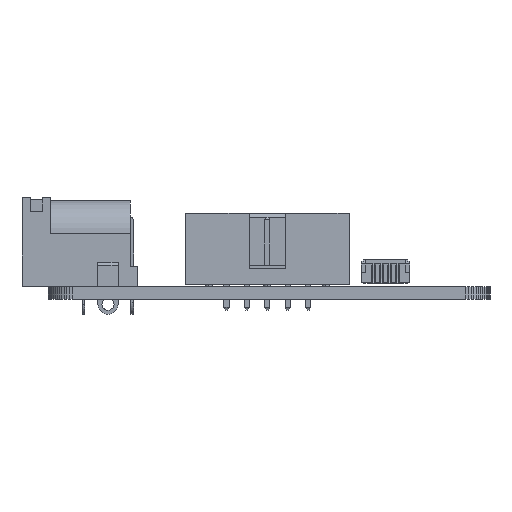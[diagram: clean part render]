
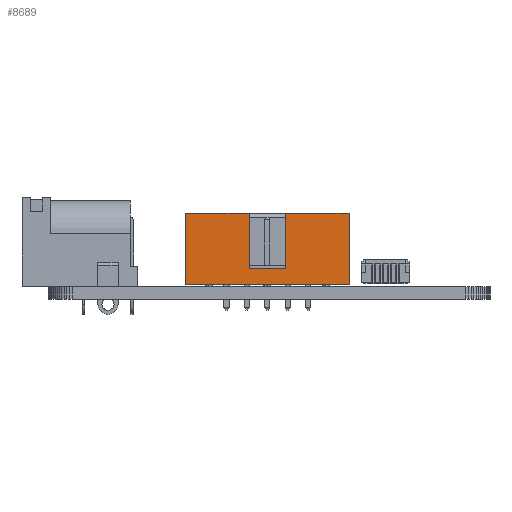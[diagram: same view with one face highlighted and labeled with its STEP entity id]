
A CAD part, front view. The second image highlights one B-rep face of the part: STEP entity #8689.
In plain terms, the highlighted face is planar.
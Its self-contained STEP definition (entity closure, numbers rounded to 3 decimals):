
#7775 = PLANE('',#7776);
#7776 = AXIS2_PLACEMENT_3D('',#7777,#7778,#7779);
#7777 = CARTESIAN_POINT('',(-7.705,0.25,-4.35));
#7778 = DIRECTION('',(0.,1.,0.));
#7779 = DIRECTION('',(0.,-0.,1.));
#8418 = PLANE('',#8419);
#8419 = AXIS2_PLACEMENT_3D('',#8420,#8421,#8422);
#8420 = CARTESIAN_POINT('',(-7.705,9.1,-4.35));
#8421 = DIRECTION('',(0.,1.,0.));
#8422 = DIRECTION('',(0.,-0.,1.));
#8446 = PLANE('',#8447);
#8447 = AXIS2_PLACEMENT_3D('',#8448,#8449,#8450);
#8448 = CARTESIAN_POINT('',(10.18,0.25,4.425));
#8449 = DIRECTION('',(1.,-0.,0.));
#8450 = DIRECTION('',(0.,0.,-1.));
#8563 = VERTEX_POINT('',#8564);
#8564 = CARTESIAN_POINT('',(10.18,9.1,4.425));
#8585 = EDGE_CURVE('',#8586,#8563,#8588,.T.);
#8586 = VERTEX_POINT('',#8587);
#8587 = CARTESIAN_POINT('',(10.18,0.25,4.425));
#8588 = SURFACE_CURVE('',#8589,(#8593,#8600),.PCURVE_S1.);
#8589 = LINE('',#8590,#8591);
#8590 = CARTESIAN_POINT('',(10.18,0.25,4.425));
#8591 = VECTOR('',#8592,1.);
#8592 = DIRECTION('',(0.,1.,0.));
#8593 = PCURVE('',#8446,#8594);
#8594 = DEFINITIONAL_REPRESENTATION('',(#8595),#8599);
#8595 = LINE('',#8596,#8597);
#8596 = CARTESIAN_POINT('',(0.,0.));
#8597 = VECTOR('',#8598,1.);
#8598 = DIRECTION('',(0.,1.));
#8599 = ( GEOMETRIC_REPRESENTATION_CONTEXT(2) 
PARAMETRIC_REPRESENTATION_CONTEXT() REPRESENTATION_CONTEXT('2D SPACE',''
  ) );
#8600 = PCURVE('',#8601,#8606);
#8601 = PLANE('',#8602);
#8602 = AXIS2_PLACEMENT_3D('',#8603,#8604,#8605);
#8603 = CARTESIAN_POINT('',(-10.18,0.25,4.425));
#8604 = DIRECTION('',(0.,0.,1.));
#8605 = DIRECTION('',(1.,0.,-0.));
#8606 = DEFINITIONAL_REPRESENTATION('',(#8607),#8611);
#8607 = LINE('',#8608,#8609);
#8608 = CARTESIAN_POINT('',(20.36,0.));
#8609 = VECTOR('',#8610,1.);
#8610 = DIRECTION('',(0.,1.));
#8611 = ( GEOMETRIC_REPRESENTATION_CONTEXT(2) 
PARAMETRIC_REPRESENTATION_CONTEXT() REPRESENTATION_CONTEXT('2D SPACE',''
  ) );
#8689 = ADVANCED_FACE('',(#8690),#8601,.T.);
#8690 = FACE_BOUND('',#8691,.T.);
#8691 = EDGE_LOOP('',(#8692,#8722,#8750,#8773,#8801,#8822,#8823,#8846));
#8692 = ORIENTED_EDGE('',*,*,#8693,.F.);
#8693 = EDGE_CURVE('',#8694,#8696,#8698,.T.);
#8694 = VERTEX_POINT('',#8695);
#8695 = CARTESIAN_POINT('',(-2.25,2.2,4.425));
#8696 = VERTEX_POINT('',#8697);
#8697 = CARTESIAN_POINT('',(2.25,2.2,4.425));
#8698 = SURFACE_CURVE('',#8699,(#8703,#8710),.PCURVE_S1.);
#8699 = LINE('',#8700,#8701);
#8700 = CARTESIAN_POINT('',(-2.25,2.2,4.425));
#8701 = VECTOR('',#8702,1.);
#8702 = DIRECTION('',(1.,0.,0.));
#8703 = PCURVE('',#8601,#8704);
#8704 = DEFINITIONAL_REPRESENTATION('',(#8705),#8709);
#8705 = LINE('',#8706,#8707);
#8706 = CARTESIAN_POINT('',(7.93,1.95));
#8707 = VECTOR('',#8708,1.);
#8708 = DIRECTION('',(1.,0.));
#8709 = ( GEOMETRIC_REPRESENTATION_CONTEXT(2) 
PARAMETRIC_REPRESENTATION_CONTEXT() REPRESENTATION_CONTEXT('2D SPACE',''
  ) );
#8710 = PCURVE('',#8711,#8716);
#8711 = PLANE('',#8712);
#8712 = AXIS2_PLACEMENT_3D('',#8713,#8714,#8715);
#8713 = CARTESIAN_POINT('',(0.,2.2,0.));
#8714 = DIRECTION('',(0.,-1.,0.));
#8715 = DIRECTION('',(0.,-0.,-1.));
#8716 = DEFINITIONAL_REPRESENTATION('',(#8717),#8721);
#8717 = LINE('',#8718,#8719);
#8718 = CARTESIAN_POINT('',(-4.425,-2.25));
#8719 = VECTOR('',#8720,1.);
#8720 = DIRECTION('',(0.,1.));
#8721 = ( GEOMETRIC_REPRESENTATION_CONTEXT(2) 
PARAMETRIC_REPRESENTATION_CONTEXT() REPRESENTATION_CONTEXT('2D SPACE',''
  ) );
#8722 = ORIENTED_EDGE('',*,*,#8723,.T.);
#8723 = EDGE_CURVE('',#8694,#8724,#8726,.T.);
#8724 = VERTEX_POINT('',#8725);
#8725 = CARTESIAN_POINT('',(-2.25,9.1,4.425));
#8726 = SURFACE_CURVE('',#8727,(#8731,#8738),.PCURVE_S1.);
#8727 = LINE('',#8728,#8729);
#8728 = CARTESIAN_POINT('',(-2.25,2.6,4.425));
#8729 = VECTOR('',#8730,1.);
#8730 = DIRECTION('',(-0.,1.,-0.));
#8731 = PCURVE('',#8601,#8732);
#8732 = DEFINITIONAL_REPRESENTATION('',(#8733),#8737);
#8733 = LINE('',#8734,#8735);
#8734 = CARTESIAN_POINT('',(7.93,2.35));
#8735 = VECTOR('',#8736,1.);
#8736 = DIRECTION('',(0.,1.));
#8737 = ( GEOMETRIC_REPRESENTATION_CONTEXT(2) 
PARAMETRIC_REPRESENTATION_CONTEXT() REPRESENTATION_CONTEXT('2D SPACE',''
  ) );
#8738 = PCURVE('',#8739,#8744);
#8739 = PLANE('',#8740);
#8740 = AXIS2_PLACEMENT_3D('',#8741,#8742,#8743);
#8741 = CARTESIAN_POINT('',(-2.25,2.6,3.175));
#8742 = DIRECTION('',(-1.,0.,0.));
#8743 = DIRECTION('',(0.,0.,1.));
#8744 = DEFINITIONAL_REPRESENTATION('',(#8745),#8749);
#8745 = LINE('',#8746,#8747);
#8746 = CARTESIAN_POINT('',(1.25,0.));
#8747 = VECTOR('',#8748,1.);
#8748 = DIRECTION('',(0.,1.));
#8749 = ( GEOMETRIC_REPRESENTATION_CONTEXT(2) 
PARAMETRIC_REPRESENTATION_CONTEXT() REPRESENTATION_CONTEXT('2D SPACE',''
  ) );
#8750 = ORIENTED_EDGE('',*,*,#8751,.F.);
#8751 = EDGE_CURVE('',#8752,#8724,#8754,.T.);
#8752 = VERTEX_POINT('',#8753);
#8753 = CARTESIAN_POINT('',(-10.18,9.1,4.425));
#8754 = SURFACE_CURVE('',#8755,(#8759,#8766),.PCURVE_S1.);
#8755 = LINE('',#8756,#8757);
#8756 = CARTESIAN_POINT('',(-10.18,9.1,4.425));
#8757 = VECTOR('',#8758,1.);
#8758 = DIRECTION('',(1.,0.,0.));
#8759 = PCURVE('',#8601,#8760);
#8760 = DEFINITIONAL_REPRESENTATION('',(#8761),#8765);
#8761 = LINE('',#8762,#8763);
#8762 = CARTESIAN_POINT('',(0.,8.85));
#8763 = VECTOR('',#8764,1.);
#8764 = DIRECTION('',(1.,0.));
#8765 = ( GEOMETRIC_REPRESENTATION_CONTEXT(2) 
PARAMETRIC_REPRESENTATION_CONTEXT() REPRESENTATION_CONTEXT('2D SPACE',''
  ) );
#8766 = PCURVE('',#8418,#8767);
#8767 = DEFINITIONAL_REPRESENTATION('',(#8768),#8772);
#8768 = LINE('',#8769,#8770);
#8769 = CARTESIAN_POINT('',(8.775,-2.475));
#8770 = VECTOR('',#8771,1.);
#8771 = DIRECTION('',(0.,1.));
#8772 = ( GEOMETRIC_REPRESENTATION_CONTEXT(2) 
PARAMETRIC_REPRESENTATION_CONTEXT() REPRESENTATION_CONTEXT('2D SPACE',''
  ) );
#8773 = ORIENTED_EDGE('',*,*,#8774,.F.);
#8774 = EDGE_CURVE('',#8775,#8752,#8777,.T.);
#8775 = VERTEX_POINT('',#8776);
#8776 = CARTESIAN_POINT('',(-10.18,0.25,4.425));
#8777 = SURFACE_CURVE('',#8778,(#8782,#8789),.PCURVE_S1.);
#8778 = LINE('',#8779,#8780);
#8779 = CARTESIAN_POINT('',(-10.18,0.25,4.425));
#8780 = VECTOR('',#8781,1.);
#8781 = DIRECTION('',(0.,1.,0.));
#8782 = PCURVE('',#8601,#8783);
#8783 = DEFINITIONAL_REPRESENTATION('',(#8784),#8788);
#8784 = LINE('',#8785,#8786);
#8785 = CARTESIAN_POINT('',(0.,0.));
#8786 = VECTOR('',#8787,1.);
#8787 = DIRECTION('',(0.,1.));
#8788 = ( GEOMETRIC_REPRESENTATION_CONTEXT(2) 
PARAMETRIC_REPRESENTATION_CONTEXT() REPRESENTATION_CONTEXT('2D SPACE',''
  ) );
#8789 = PCURVE('',#8790,#8795);
#8790 = PLANE('',#8791);
#8791 = AXIS2_PLACEMENT_3D('',#8792,#8793,#8794);
#8792 = CARTESIAN_POINT('',(-10.18,0.25,4.425));
#8793 = DIRECTION('',(-1.,0.,0.));
#8794 = DIRECTION('',(0.,0.,1.));
#8795 = DEFINITIONAL_REPRESENTATION('',(#8796),#8800);
#8796 = LINE('',#8797,#8798);
#8797 = CARTESIAN_POINT('',(0.,0.));
#8798 = VECTOR('',#8799,1.);
#8799 = DIRECTION('',(0.,1.));
#8800 = ( GEOMETRIC_REPRESENTATION_CONTEXT(2) 
PARAMETRIC_REPRESENTATION_CONTEXT() REPRESENTATION_CONTEXT('2D SPACE',''
  ) );
#8801 = ORIENTED_EDGE('',*,*,#8802,.T.);
#8802 = EDGE_CURVE('',#8775,#8586,#8803,.T.);
#8803 = SURFACE_CURVE('',#8804,(#8808,#8815),.PCURVE_S1.);
#8804 = LINE('',#8805,#8806);
#8805 = CARTESIAN_POINT('',(-10.18,0.25,4.425));
#8806 = VECTOR('',#8807,1.);
#8807 = DIRECTION('',(1.,0.,0.));
#8808 = PCURVE('',#8601,#8809);
#8809 = DEFINITIONAL_REPRESENTATION('',(#8810),#8814);
#8810 = LINE('',#8811,#8812);
#8811 = CARTESIAN_POINT('',(0.,0.));
#8812 = VECTOR('',#8813,1.);
#8813 = DIRECTION('',(1.,0.));
#8814 = ( GEOMETRIC_REPRESENTATION_CONTEXT(2) 
PARAMETRIC_REPRESENTATION_CONTEXT() REPRESENTATION_CONTEXT('2D SPACE',''
  ) );
#8815 = PCURVE('',#7775,#8816);
#8816 = DEFINITIONAL_REPRESENTATION('',(#8817),#8821);
#8817 = LINE('',#8818,#8819);
#8818 = CARTESIAN_POINT('',(8.775,-2.475));
#8819 = VECTOR('',#8820,1.);
#8820 = DIRECTION('',(0.,1.));
#8821 = ( GEOMETRIC_REPRESENTATION_CONTEXT(2) 
PARAMETRIC_REPRESENTATION_CONTEXT() REPRESENTATION_CONTEXT('2D SPACE',''
  ) );
#8822 = ORIENTED_EDGE('',*,*,#8585,.T.);
#8823 = ORIENTED_EDGE('',*,*,#8824,.F.);
#8824 = EDGE_CURVE('',#8825,#8563,#8827,.T.);
#8825 = VERTEX_POINT('',#8826);
#8826 = CARTESIAN_POINT('',(2.25,9.1,4.425));
#8827 = SURFACE_CURVE('',#8828,(#8832,#8839),.PCURVE_S1.);
#8828 = LINE('',#8829,#8830);
#8829 = CARTESIAN_POINT('',(-10.18,9.1,4.425));
#8830 = VECTOR('',#8831,1.);
#8831 = DIRECTION('',(1.,0.,0.));
#8832 = PCURVE('',#8601,#8833);
#8833 = DEFINITIONAL_REPRESENTATION('',(#8834),#8838);
#8834 = LINE('',#8835,#8836);
#8835 = CARTESIAN_POINT('',(0.,8.85));
#8836 = VECTOR('',#8837,1.);
#8837 = DIRECTION('',(1.,0.));
#8838 = ( GEOMETRIC_REPRESENTATION_CONTEXT(2) 
PARAMETRIC_REPRESENTATION_CONTEXT() REPRESENTATION_CONTEXT('2D SPACE',''
  ) );
#8839 = PCURVE('',#8418,#8840);
#8840 = DEFINITIONAL_REPRESENTATION('',(#8841),#8845);
#8841 = LINE('',#8842,#8843);
#8842 = CARTESIAN_POINT('',(8.775,-2.475));
#8843 = VECTOR('',#8844,1.);
#8844 = DIRECTION('',(0.,1.));
#8845 = ( GEOMETRIC_REPRESENTATION_CONTEXT(2) 
PARAMETRIC_REPRESENTATION_CONTEXT() REPRESENTATION_CONTEXT('2D SPACE',''
  ) );
#8846 = ORIENTED_EDGE('',*,*,#8847,.F.);
#8847 = EDGE_CURVE('',#8696,#8825,#8848,.T.);
#8848 = SURFACE_CURVE('',#8849,(#8853,#8860),.PCURVE_S1.);
#8849 = LINE('',#8850,#8851);
#8850 = CARTESIAN_POINT('',(2.25,2.6,4.425));
#8851 = VECTOR('',#8852,1.);
#8852 = DIRECTION('',(-0.,1.,-0.));
#8853 = PCURVE('',#8601,#8854);
#8854 = DEFINITIONAL_REPRESENTATION('',(#8855),#8859);
#8855 = LINE('',#8856,#8857);
#8856 = CARTESIAN_POINT('',(12.43,2.35));
#8857 = VECTOR('',#8858,1.);
#8858 = DIRECTION('',(0.,1.));
#8859 = ( GEOMETRIC_REPRESENTATION_CONTEXT(2) 
PARAMETRIC_REPRESENTATION_CONTEXT() REPRESENTATION_CONTEXT('2D SPACE',''
  ) );
#8860 = PCURVE('',#8861,#8866);
#8861 = PLANE('',#8862);
#8862 = AXIS2_PLACEMENT_3D('',#8863,#8864,#8865);
#8863 = CARTESIAN_POINT('',(2.25,2.6,4.425));
#8864 = DIRECTION('',(1.,0.,0.));
#8865 = DIRECTION('',(0.,0.,-1.));
#8866 = DEFINITIONAL_REPRESENTATION('',(#8867),#8871);
#8867 = LINE('',#8868,#8869);
#8868 = CARTESIAN_POINT('',(0.,0.));
#8869 = VECTOR('',#8870,1.);
#8870 = DIRECTION('',(0.,1.));
#8871 = ( GEOMETRIC_REPRESENTATION_CONTEXT(2) 
PARAMETRIC_REPRESENTATION_CONTEXT() REPRESENTATION_CONTEXT('2D SPACE',''
  ) );
